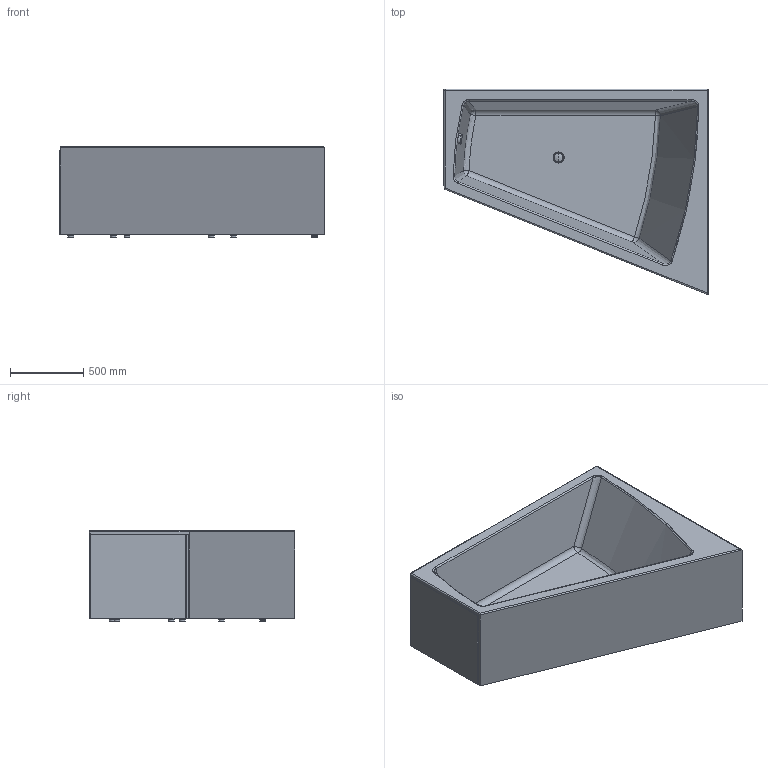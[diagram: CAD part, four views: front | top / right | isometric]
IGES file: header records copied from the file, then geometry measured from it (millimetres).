
Global section: file name: No Iges File Name specified; native system: Autodesk Inventor 2011; preprocessor: AutoDesk Inventor Iges Exporter R2011; author: Administrator; date: 20121106.102816; units: millimetre
Bounding box: 1802.24 x 1400 x 618 mm (x, y, z)
Volume: 70775528.9 mm3; surface area: 11847685.4 mm2
Topology: 53 solids, 61 shells, 2516 faces, 6272 edges, 4054 vertices
Faces by surface type: plane 1417, revolution 498, cylinder 455, bspline 92, cone 38, torus 10, sphere 6
